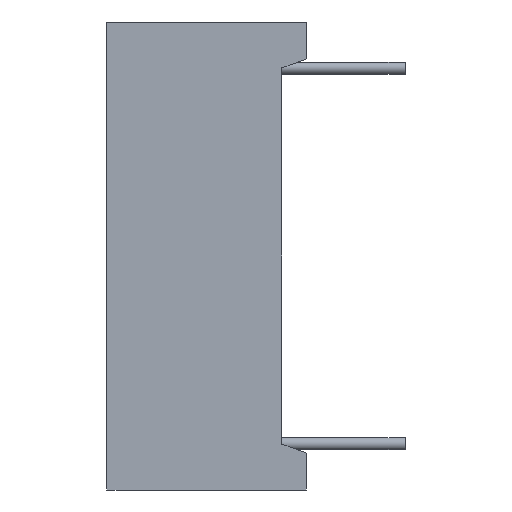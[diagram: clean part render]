
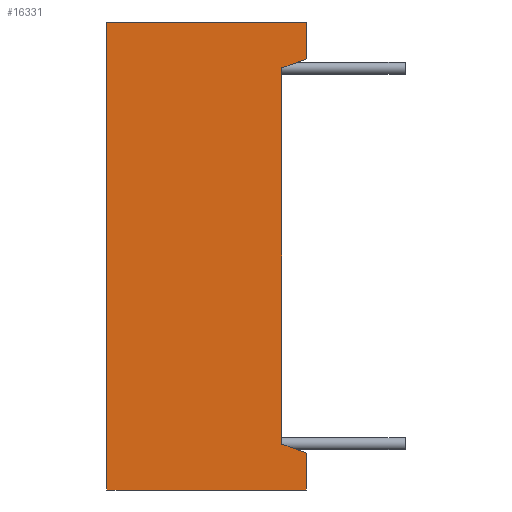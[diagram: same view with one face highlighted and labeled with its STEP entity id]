
A CAD part, left-side view. The second image highlights one B-rep face of the part: STEP entity #16331.
In plain terms, the highlighted planar face has unit normal (-1, 0, 0).
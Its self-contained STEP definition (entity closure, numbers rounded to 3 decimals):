
#605 = VECTOR ( 'NONE', #7194, 1000. ) ;
#1334 = VERTEX_POINT ( 'NONE', #21824 ) ;
#2167 = VERTEX_POINT ( 'NONE', #5715 ) ;
#2272 = CARTESIAN_POINT ( 'NONE',  ( -25.15, -8.1, 9.5 ) ) ;
#2614 = VERTEX_POINT ( 'NONE', #24668 ) ;
#2785 = CARTESIAN_POINT ( 'NONE',  ( -25.15, 3.256, 3.867 ) ) ;
#3102 = ORIENTED_EDGE ( 'NONE', *, *, #14718, .F. ) ;
#3595 = AXIS2_PLACEMENT_3D ( 'NONE', #23189, #9561, #25509 ) ;
#3684 = DIRECTION ( 'NONE',  ( 0., -1., 0. ) ) ;
#3835 = VERTEX_POINT ( 'NONE', #15907 ) ;
#3895 = CARTESIAN_POINT ( 'NONE',  ( -25.15, -7.1, -9.5 ) ) ;
#4790 = EDGE_CURVE ( 'NONE', #28685, #3835, #25404, .T. ) ;
#4910 = EDGE_CURVE ( 'NONE', #13321, #6556, #13630, .T. ) ;
#5286 = DIRECTION ( 'NONE',  ( 0., 0., 1. ) ) ;
#5521 = ORIENTED_EDGE ( 'NONE', *, *, #6925, .T. ) ;
#5551 = LINE ( 'NONE', #3895, #10206 ) ;
#5688 = CARTESIAN_POINT ( 'NONE',  ( -25.15, -8.1, 8. ) ) ;
#5715 = CARTESIAN_POINT ( 'NONE',  ( -25.15, 0., -9.5 ) ) ;
#5756 = EDGE_LOOP ( 'NONE', ( #24732, #21249, #20646, #23692, #15483, #3102, #5521, #26788 ) ) ;
#6176 = DIRECTION ( 'NONE',  ( 0., 0., 1. ) ) ;
#6556 = VERTEX_POINT ( 'NONE', #26714 ) ;
#6688 = LINE ( 'NONE', #18539, #605 ) ;
#6925 = EDGE_CURVE ( 'NONE', #19660, #3835, #28724, .T. ) ;
#7047 = PLANE ( 'NONE',  #3595 ) ;
#7194 = DIRECTION ( 'NONE',  ( 0., 0., 1. ) ) ;
#7510 = VECTOR ( 'NONE', #22730, 1000. ) ;
#8912 = EDGE_CURVE ( 'NONE', #1334, #13321, #6688, .T. ) ;
#8982 = VECTOR ( 'NONE', #17968, 1000. ) ;
#9561 = DIRECTION ( 'NONE',  ( -1., 0., 0. ) ) ;
#9945 = DIRECTION ( 'NONE',  ( 0., 0.94, -0.342 ) ) ;
#10206 = VECTOR ( 'NONE', #6176, 1000. ) ;
#10492 = VECTOR ( 'NONE', #5286, 1000. ) ;
#11551 = CARTESIAN_POINT ( 'NONE',  ( -25.15, 0., -9.5 ) ) ;
#13274 = VECTOR ( 'NONE', #3684, 1000. ) ;
#13321 = VERTEX_POINT ( 'NONE', #22436 ) ;
#13630 = LINE ( 'NONE', #28970, #7510 ) ;
#14267 = LINE ( 'NONE', #2785, #20314 ) ;
#14718 = EDGE_CURVE ( 'NONE', #19660, #2614, #14267, .T. ) ;
#15483 = ORIENTED_EDGE ( 'NONE', *, *, #24625, .T. ) ;
#15907 = CARTESIAN_POINT ( 'NONE',  ( -25.15, -8.1, 9.5 ) ) ;
#16063 = LINE ( 'NONE', #11551, #28208 ) ;
#16331 = ADVANCED_FACE ( 'NONE', ( #23585 ), #7047, .T. ) ;
#17968 = DIRECTION ( 'NONE',  ( 0., -1., 0. ) ) ;
#18539 = CARTESIAN_POINT ( 'NONE',  ( -25.15, -8.1, -9.5 ) ) ;
#19119 = CARTESIAN_POINT ( 'NONE',  ( -25.15, -8.1, -9.5 ) ) ;
#19660 = VERTEX_POINT ( 'NONE', #5688 ) ;
#20314 = VECTOR ( 'NONE', #9945, 1000. ) ;
#20646 = ORIENTED_EDGE ( 'NONE', *, *, #8912, .T. ) ;
#21249 = ORIENTED_EDGE ( 'NONE', *, *, #21441, .T. ) ;
#21441 = EDGE_CURVE ( 'NONE', #2167, #1334, #27219, .T. ) ;
#21824 = CARTESIAN_POINT ( 'NONE',  ( -25.15, -8.1, -9.5 ) ) ;
#22436 = CARTESIAN_POINT ( 'NONE',  ( -25.15, -8.1, -8. ) ) ;
#22730 = DIRECTION ( 'NONE',  ( 0., 0.94, 0.342 ) ) ;
#23189 = CARTESIAN_POINT ( 'NONE',  ( -25.15, -8.1, -9.5 ) ) ;
#23585 = FACE_OUTER_BOUND ( 'NONE', #5756, .T. ) ;
#23629 = EDGE_CURVE ( 'NONE', #28685, #2167, #16063, .T. ) ;
#23692 = ORIENTED_EDGE ( 'NONE', *, *, #4910, .T. ) ;
#24625 = EDGE_CURVE ( 'NONE', #6556, #2614, #5551, .T. ) ;
#24668 = CARTESIAN_POINT ( 'NONE',  ( -25.15, -7.1, 7.636 ) ) ;
#24732 = ORIENTED_EDGE ( 'NONE', *, *, #23629, .T. ) ;
#25404 = LINE ( 'NONE', #2272, #13274 ) ;
#25509 = DIRECTION ( 'NONE',  ( 0., 0., 1. ) ) ;
#26714 = CARTESIAN_POINT ( 'NONE',  ( -25.15, -7.1, -7.636 ) ) ;
#26788 = ORIENTED_EDGE ( 'NONE', *, *, #4790, .F. ) ;
#26914 = CARTESIAN_POINT ( 'NONE',  ( -25.15, 0., 9.5 ) ) ;
#27219 = LINE ( 'NONE', #29401, #8982 ) ;
#27545 = DIRECTION ( 'NONE',  ( 0., 0., -1. ) ) ;
#28208 = VECTOR ( 'NONE', #27545, 1000. ) ;
#28685 = VERTEX_POINT ( 'NONE', #26914 ) ;
#28724 = LINE ( 'NONE', #19119, #10492 ) ;
#28970 = CARTESIAN_POINT ( 'NONE',  ( -25.15, -8.1, -8. ) ) ;
#29401 = CARTESIAN_POINT ( 'NONE',  ( -25.15, -8.1, -9.5 ) ) ;
